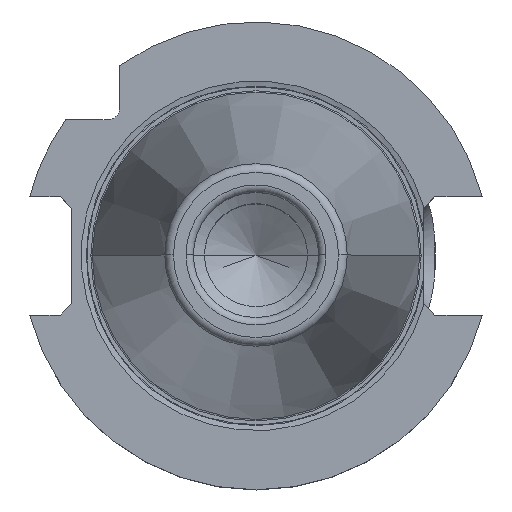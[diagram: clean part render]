
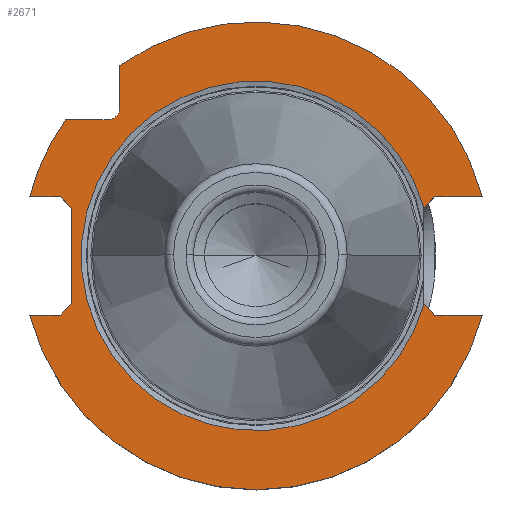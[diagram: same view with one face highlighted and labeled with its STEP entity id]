
A CAD part, top view. The second image highlights one B-rep face of the part: STEP entity #2671.
In plain terms, the highlighted planar face has unit normal (0, 0, 1).
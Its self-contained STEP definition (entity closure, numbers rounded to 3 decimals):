
#41=CARTESIAN_POINT('',(0.,0.,-3.2));
#42=DIRECTION('',(0.,0.,1.));
#43=DIRECTION('',(-0.813,0.582,0.));
#44=AXIS2_PLACEMENT_3D('',#41,#42,#43);
#58=CARTESIAN_POINT('',(0.,0.,-3.2));
#59=DIRECTION('',(0.,0.,1.));
#60=DIRECTION('',(-0.967,-0.253,0.));
#61=AXIS2_PLACEMENT_3D('',#58,#59,#60);
#74=CARTESIAN_POINT('',(0.,0.,-3.2));
#75=DIRECTION('',(0.,0.,1.));
#76=DIRECTION('',(0.967,0.253,0.));
#77=AXIS2_PLACEMENT_3D('',#74,#75,#76);
#359=DIRECTION('',(-1.,0.,0.));
#360=VECTOR('',#359,6.438);
#361=CARTESIAN_POINT('',(30.738,-8.05,-3.2));
#362=LINE('',#361,#360);
#366=DIRECTION('',(1.,0.,0.));
#367=VECTOR('',#366,4.138);
#368=CARTESIAN_POINT('',(-30.738,-8.05,-3.2));
#369=LINE('',#368,#367);
#373=DIRECTION('',(-0.707,-0.707,0.));
#374=VECTOR('',#373,2.263);
#375=CARTESIAN_POINT('',(-25.,-6.45,-3.2));
#376=LINE('',#375,#374);
#380=DIRECTION('',(0.,-1.,0.));
#381=VECTOR('',#380,12.9);
#382=CARTESIAN_POINT('',(-25.,6.45,-3.2));
#383=LINE('',#382,#381);
#387=DIRECTION('',(-0.707,0.707,0.));
#388=VECTOR('',#387,2.263);
#389=CARTESIAN_POINT('',(-25.,6.45,-3.2));
#390=LINE('',#389,#388);
#394=DIRECTION('',(1.,0.,0.));
#395=VECTOR('',#394,4.138);
#396=CARTESIAN_POINT('',(-30.738,8.05,-3.2));
#397=LINE('',#396,#395);
#401=DIRECTION('',(1.,0.,0.));
#402=VECTOR('',#401,5.734);
#403=CARTESIAN_POINT('',(-25.834,18.5,-3.2));
#404=LINE('',#403,#402);
#408=DIRECTION('',(0.,-1.,0.));
#409=VECTOR('',#408,5.734);
#410=CARTESIAN_POINT('',(-18.5,25.834,-3.2));
#411=LINE('',#410,#409);
#415=DIRECTION('',(-1.,0.,0.));
#416=VECTOR('',#415,6.438);
#417=CARTESIAN_POINT('',(30.738,8.05,-3.2));
#418=LINE('',#417,#416);
#422=DIRECTION('',(-0.707,-0.707,0.));
#423=VECTOR('',#422,2.095);
#424=CARTESIAN_POINT('',(24.3,8.05,-3.2));
#425=LINE('',#424,#423);
#429=DIRECTION('',(-0.707,0.707,0.));
#430=VECTOR('',#429,2.095);
#431=CARTESIAN_POINT('',(24.3,-8.05,-3.2));
#432=LINE('',#431,#430);
#1469=CARTESIAN_POINT('',(0.,0.,-3.2));
#1470=DIRECTION('',(0.,0.,-1.));
#1471=DIRECTION('',(0.961,-0.277,0.));
#1472=AXIS2_PLACEMENT_3D('',#1469,#1470,#1471);
#2048=CARTESIAN_POINT('',(-20.1,20.1,-3.2));
#2049=DIRECTION('',(0.,0.,-1.));
#2050=DIRECTION('',(1.,0.,0.));
#2051=AXIS2_PLACEMENT_3D('',#2048,#2049,#2050);
#2096=CARTESIAN_POINT('',(-18.5,20.1,-3.2));
#2097=CARTESIAN_POINT('',(-20.1,18.5,-3.2));
#2098=VERTEX_POINT('',#2096);
#2099=VERTEX_POINT('',#2097);
#2128=CARTESIAN_POINT('',(-25.,-6.45,-3.2));
#2130=VERTEX_POINT('',#2128);
#2132=CARTESIAN_POINT('',(-26.6,-8.05,-3.2));
#2134=VERTEX_POINT('',#2132);
#2137=CARTESIAN_POINT('',(-25.,6.45,-3.2));
#2139=VERTEX_POINT('',#2137);
#2141=CARTESIAN_POINT('',(-26.6,8.05,-3.2));
#2143=VERTEX_POINT('',#2141);
#2196=CARTESIAN_POINT('',(-18.5,25.834,-3.2));
#2197=VERTEX_POINT('',#2196);
#2198=CARTESIAN_POINT('',(-25.834,18.5,-3.2));
#2199=VERTEX_POINT('',#2198);
#2226=CARTESIAN_POINT('',(-30.738,-8.05,-3.2));
#2228=VERTEX_POINT('',#2226);
#2232=CARTESIAN_POINT('',(-30.738,8.05,-3.2));
#2234=VERTEX_POINT('',#2232);
#2256=CARTESIAN_POINT('',(30.738,-8.05,-3.2));
#2258=VERTEX_POINT('',#2256);
#2264=CARTESIAN_POINT('',(30.738,8.05,-3.2));
#2266=VERTEX_POINT('',#2264);
#2272=CARTESIAN_POINT('',(24.3,-8.05,-3.2));
#2273=VERTEX_POINT('',#2272);
#2274=CARTESIAN_POINT('',(22.819,-6.569,-3.2));
#2275=VERTEX_POINT('',#2274);
#2276=CARTESIAN_POINT('',(24.3,8.05,-3.2));
#2277=VERTEX_POINT('',#2276);
#2278=CARTESIAN_POINT('',(22.819,6.569,-3.2));
#2279=VERTEX_POINT('',#2278);
#2639=CARTESIAN_POINT('',(0.,0.,-3.2));
#2640=DIRECTION('',(0.,0.,-1.));
#2641=DIRECTION('',(-1.,0.,0.));
#2642=AXIS2_PLACEMENT_3D('',#2639,#2640,#2641);
#2643=PLANE('',#2642);
#2645=ORIENTED_EDGE('',*,*,#2644,.F.);
#2646=ORIENTED_EDGE('',*,*,#2361,.F.);
#2648=ORIENTED_EDGE('',*,*,#2647,.T.);
#2649=ORIENTED_EDGE('',*,*,#2631,.F.);
#2650=ORIENTED_EDGE('',*,*,#2467,.F.);
#2651=ORIENTED_EDGE('',*,*,#2454,.T.);
#2652=ORIENTED_EDGE('',*,*,#2439,.F.);
#2653=ORIENTED_EDGE('',*,*,#2329,.F.);
#2655=ORIENTED_EDGE('',*,*,#2654,.T.);
#2657=ORIENTED_EDGE('',*,*,#2656,.F.);
#2659=ORIENTED_EDGE('',*,*,#2658,.F.);
#2660=ORIENTED_EDGE('',*,*,#2389,.F.);
#2662=ORIENTED_EDGE('',*,*,#2661,.T.);
#2664=ORIENTED_EDGE('',*,*,#2663,.T.);
#2666=ORIENTED_EDGE('',*,*,#2665,.F.);
#2668=ORIENTED_EDGE('',*,*,#2667,.F.);
#2669=EDGE_LOOP('',(#2645,#2646,#2648,#2649,#2650,#2651,#2652,#2653,#2655,#2657,
#2659,#2660,#2662,#2664,#2666,#2668));
#2670=FACE_OUTER_BOUND('',#2669,.F.);
#45=CIRCLE('',#44,31.775);
#62=CIRCLE('',#61,31.775);
#78=CIRCLE('',#77,31.775);
#1473=CIRCLE('',#1472,23.746);
#2052=CIRCLE('',#2051,1.6);
#2329=EDGE_CURVE('',#2199,#2234,#45,.T.);
#2361=EDGE_CURVE('',#2228,#2258,#62,.T.);
#2389=EDGE_CURVE('',#2266,#2197,#78,.T.);
#2439=EDGE_CURVE('',#2234,#2143,#397,.T.);
#2454=EDGE_CURVE('',#2139,#2143,#390,.T.);
#2467=EDGE_CURVE('',#2139,#2130,#383,.T.);
#2631=EDGE_CURVE('',#2130,#2134,#376,.T.);
#2644=EDGE_CURVE('',#2258,#2273,#362,.T.);
#2647=EDGE_CURVE('',#2228,#2134,#369,.T.);
#2654=EDGE_CURVE('',#2199,#2099,#404,.T.);
#2656=EDGE_CURVE('',#2098,#2099,#2052,.T.);
#2658=EDGE_CURVE('',#2197,#2098,#411,.T.);
#2661=EDGE_CURVE('',#2266,#2277,#418,.T.);
#2663=EDGE_CURVE('',#2277,#2279,#425,.T.);
#2665=EDGE_CURVE('',#2275,#2279,#1473,.T.);
#2667=EDGE_CURVE('',#2273,#2275,#432,.T.);
#2671=ADVANCED_FACE('',(#2670),#2643,.F.);
